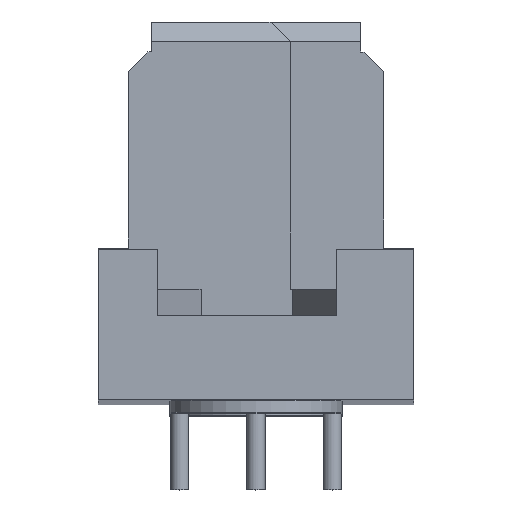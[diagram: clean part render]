
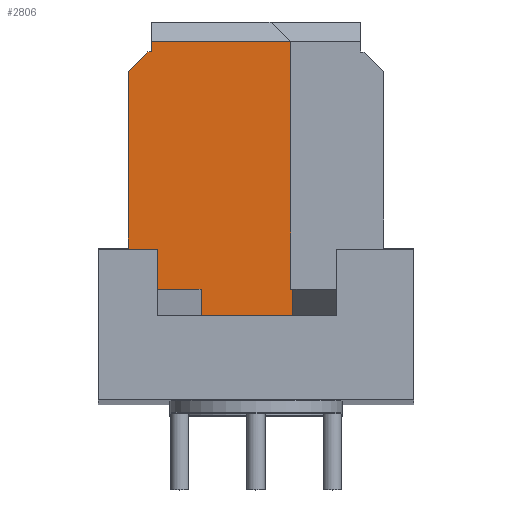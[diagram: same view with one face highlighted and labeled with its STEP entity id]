
A CAD part, top view. The second image highlights one B-rep face of the part: STEP entity #2806.
In plain terms, the highlighted planar face has unit normal (0, 0, 1).
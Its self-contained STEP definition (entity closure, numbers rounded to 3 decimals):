
#1784=LINE('',#7976,#2232);
#1786=LINE('',#7980,#2234);
#1847=LINE('',#8147,#2295);
#1862=LINE('',#8176,#2310);
#1863=LINE('',#8178,#2311);
#1864=LINE('',#8180,#2312);
#1865=LINE('',#8182,#2313);
#1866=LINE('',#8184,#2314);
#1867=LINE('',#8185,#2315);
#1868=LINE('',#8187,#2316);
#1869=LINE('',#8189,#2317);
#2232=VECTOR('',#6829,1.);
#2234=VECTOR('',#6833,1.);
#2295=VECTOR('',#6982,1.);
#2310=VECTOR('',#7007,1.);
#2311=VECTOR('',#7010,1.);
#2312=VECTOR('',#7013,1.);
#2313=VECTOR('',#7014,1.);
#2314=VECTOR('',#7015,1.);
#2315=VECTOR('',#7016,1.);
#2316=VECTOR('',#7017,1.);
#2317=VECTOR('',#7018,1.);
#2806=ADVANCED_FACE('',(#3218),#3017,.F.);
#3017=PLANE('',#5977);
#3218=FACE_OUTER_BOUND('',#3517,.T.);
#3517=EDGE_LOOP('',(#4367,#4368,#4369,#4370,#4371,#4372,#4373,#4374,#4375,
#4376,#4377));
#4367=ORIENTED_EDGE('',*,*,#5528,.F.);
#4368=ORIENTED_EDGE('',*,*,#5530,.F.);
#4369=ORIENTED_EDGE('',*,*,#5531,.F.);
#4370=ORIENTED_EDGE('',*,*,#5532,.F.);
#4371=ORIENTED_EDGE('',*,*,#5436,.F.);
#4372=ORIENTED_EDGE('',*,*,#5434,.F.);
#4373=ORIENTED_EDGE('',*,*,#5533,.F.);
#4374=ORIENTED_EDGE('',*,*,#5534,.F.);
#4375=ORIENTED_EDGE('',*,*,#5535,.F.);
#4376=ORIENTED_EDGE('',*,*,#5513,.T.);
#4377=ORIENTED_EDGE('',*,*,#5529,.F.);
#4953=VERTEX_POINT('',#7975);
#4954=VERTEX_POINT('',#7977);
#4955=VERTEX_POINT('',#7981);
#5017=VERTEX_POINT('',#8148);
#5018=VERTEX_POINT('',#8149);
#5024=VERTEX_POINT('',#8173);
#5025=VERTEX_POINT('',#8175);
#5026=VERTEX_POINT('',#8181);
#5027=VERTEX_POINT('',#8183);
#5028=VERTEX_POINT('',#8186);
#5029=VERTEX_POINT('',#8188);
#5434=EDGE_CURVE('',#4953,#4954,#1784,.T.);
#5436=EDGE_CURVE('',#4954,#4955,#1786,.T.);
#5513=EDGE_CURVE('',#5017,#5018,#1847,.T.);
#5528=EDGE_CURVE('',#5025,#5024,#1862,.T.);
#5529=EDGE_CURVE('',#5024,#5018,#1863,.T.);
#5530=EDGE_CURVE('',#5026,#5025,#1864,.T.);
#5531=EDGE_CURVE('',#5027,#5026,#1865,.T.);
#5532=EDGE_CURVE('',#4955,#5027,#1866,.T.);
#5533=EDGE_CURVE('',#5028,#4953,#1867,.T.);
#5534=EDGE_CURVE('',#5029,#5028,#1868,.T.);
#5535=EDGE_CURVE('',#5017,#5029,#1869,.T.);
#5977=AXIS2_PLACEMENT_3D('',#8190,#7019,#7020);
#6829=DIRECTION('',(0.,1.,0.));
#6833=DIRECTION('',(-1.,0.,0.));
#6982=DIRECTION('',(0.,1.,0.));
#7007=DIRECTION('',(0.,1.,0.));
#7010=DIRECTION('',(1.,0.,0.));
#7013=DIRECTION('',(1.,0.,0.));
#7014=DIRECTION('',(0.707,0.707,0.));
#7015=DIRECTION('',(0.,1.,0.));
#7016=DIRECTION('',(-1.,0.,0.));
#7017=DIRECTION('',(0.,-1.,0.));
#7018=DIRECTION('',(1.,0.,0.));
#7019=DIRECTION('',(0.,0.,-1.));
#7020=DIRECTION('',(-1.,0.,0.));
#7975=CARTESIAN_POINT('',(3.418,2.8,89.95));
#7976=CARTESIAN_POINT('',(3.418,2.8,89.95));
#7977=CARTESIAN_POINT('',(3.418,3.7,89.95));
#7980=CARTESIAN_POINT('',(3.418,3.7,89.95));
#7981=CARTESIAN_POINT('',(1.,3.7,89.95));
#8147=CARTESIAN_POINT('',(6.4,3.7,89.95));
#8148=CARTESIAN_POINT('',(6.4,3.7,89.95));
#8149=CARTESIAN_POINT('',(6.4,11.95,89.95));
#8173=CARTESIAN_POINT('',(1.76,11.95,89.95));
#8175=CARTESIAN_POINT('',(1.76,11.6,89.95));
#8176=CARTESIAN_POINT('',(1.76,11.6,89.95));
#8178=CARTESIAN_POINT('',(1.76,11.95,89.95));
#8180=CARTESIAN_POINT('',(1.65,11.6,89.95));
#8181=CARTESIAN_POINT('',(1.65,11.6,89.95));
#8182=CARTESIAN_POINT('',(1.,10.95,89.95));
#8183=CARTESIAN_POINT('',(1.,10.95,89.95));
#8184=CARTESIAN_POINT('',(1.,3.7,89.95));
#8185=CARTESIAN_POINT('',(6.482,2.8,89.95));
#8186=CARTESIAN_POINT('',(6.482,2.8,89.95));
#8187=CARTESIAN_POINT('',(6.482,3.7,89.95));
#8188=CARTESIAN_POINT('',(6.482,3.7,89.95));
#8189=CARTESIAN_POINT('',(6.4,3.7,89.95));
#8190=CARTESIAN_POINT('',(6.682,2.51,89.95));
